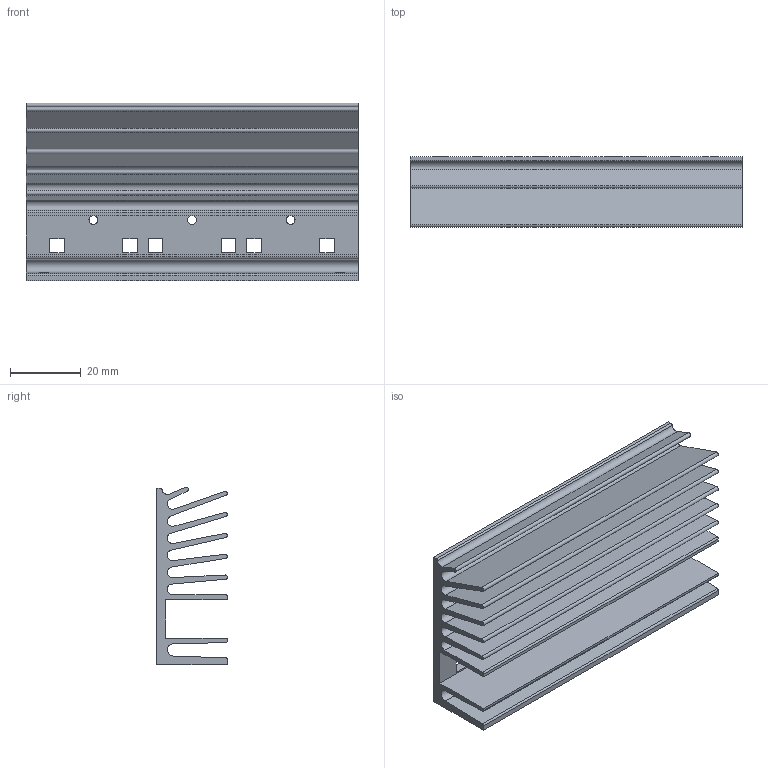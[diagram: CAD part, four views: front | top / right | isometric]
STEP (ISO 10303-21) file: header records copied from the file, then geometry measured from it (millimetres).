
FILE_DESCRIPTION(('FreeCAD Model'),'2;1');
FILE_NAME('Open CASCADE Shape Model','2022-08-05T17:20:56',( 'kicad StepUp'),('ksu MCAD'),'Open CASCADE STEP processor 7.5', 'FreeCAD','Unknown');
FILE_SCHEMA(('AUTOMOTIVE_DESIGN { 1 0 10303 214 1 1 1 1 }'));
Length unit declared in the file: millimetre
Products named in the file (1): SK_181_94_C_3_x_TO_220
Bounding box: 94 x 20 x 50.34 mm (x, y, z)
Volume: 34531.7 mm3; surface area: 36392.1 mm2
Topology: 1 solids, 1 shells, 73 faces, 215 edges, 144 vertices
Faces by surface type: plane 50, cylinder 23
Full cylindrical faces by diameter (mm): 2.459 x5
Entity records: 2493 total; most frequent: CARTESIAN_POINT 438, ORIENTED_EDGE 430, DIRECTION 406, EDGE_CURVE 215, LINE 162, VECTOR 162, VERTEX_POINT 144, AXIS2_PLACEMENT_3D 122
